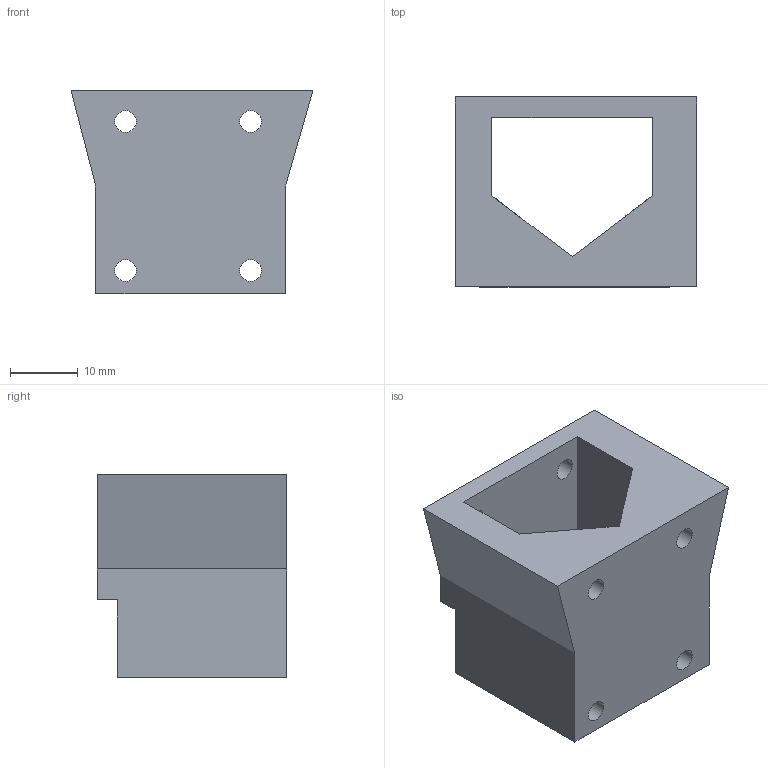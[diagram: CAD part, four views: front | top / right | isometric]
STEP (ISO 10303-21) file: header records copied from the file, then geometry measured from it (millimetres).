
FILE_DESCRIPTION(/* description */ (''),/* implementation_level */ '2;1');
FILE_NAME(/* name */ '',/* time_stamp */ '2026-01-09T17:34:02+03:00',/* author */ ('Zakhar'),/* organization */ (''),/* preprocessor_version */ 'ST-DEVELOPER v20',/* originating_system */ 'Autodesk Inventor 2024',/* authorisation */ '');
FILE_SCHEMA (('AUTOMOTIVE_DESIGN { 1 0 10303 214 3 1 1 }'));
Length unit declared in the file: millimetre
Products named in the file (1): крепеж_маркера
Bounding box: 35.72 x 28 x 30 mm (x, y, z)
Volume: 12238.2 mm3; surface area: 6659.9 mm2
Topology: 1 solids, 1 shells, 33 faces, 81 edges, 53 vertices
Faces by surface type: plane 22, cylinder 11
Full cylindrical faces by diameter (mm): 3 x1, 3.2 x6
Entity records: 1048 total; most frequent: DIRECTION 171, CARTESIAN_POINT 168, ORIENTED_EDGE 162, EDGE_CURVE 81, LINE 59, VECTOR 59, AXIS2_PLACEMENT_3D 56, VERTEX_POINT 53
